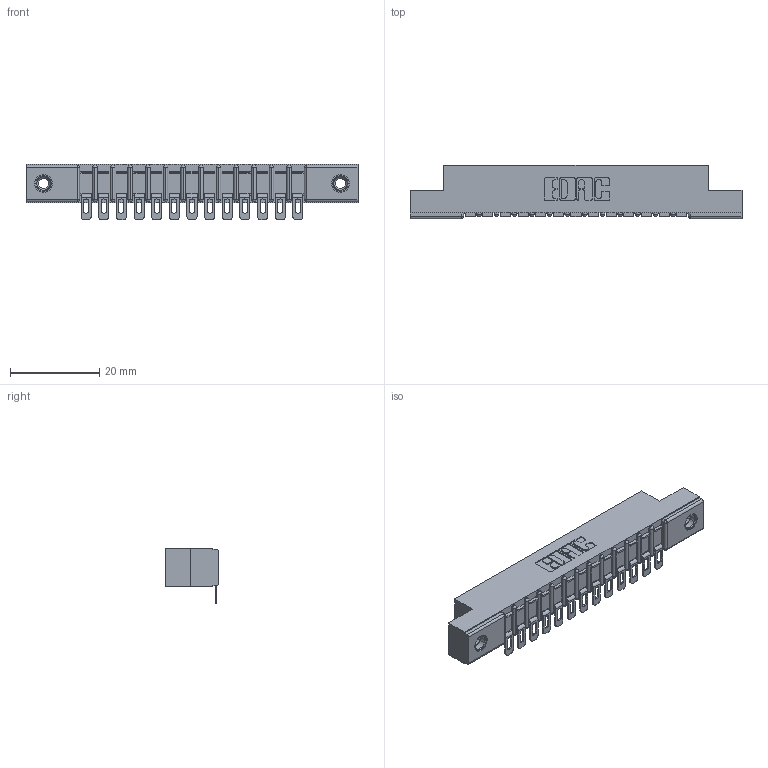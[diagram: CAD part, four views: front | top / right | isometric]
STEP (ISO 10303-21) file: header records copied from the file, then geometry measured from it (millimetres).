
FILE_DESCRIPTION (( 'STEP AP203' ), '1' );
FILE_NAME ('307-013-554-108.STEP', '2018-08-03T00:10:18', ( '' ), ( '' ), 'SwSTEP 2.0', 'SolidWorks 2016', '' );
FILE_SCHEMA (( 'CONFIG_CONTROL_DESIGN' ));
Length unit declared in the file: inch
Products named in the file (4): 345-250-001_345-250-003-102; 307-013-554-108; 307 Part_.156 Dia Mounting Holes; 307-290-002_554
Assembly tree (16 placements, depth 2):
  307-013-554-108
    307 Part_.156 Dia Mounting Holes
    307-290-002_554  x13
    345-250-001_345-250-003-102  x2
Bounding box: 74.52 x 12.01 x 12.52 mm (x, y, z)
Volume: 4913.4 mm3; surface area: 8508.4 mm2
Topology: 16 solids, 16 shells, 1245 faces, 3748 edges, 2452 vertices
Faces by surface type: plane 700, cylinder 501, sphere 28, cone 12, torus 4
Entity records: 16870 total; most frequent: CARTESIAN_POINT 2821, ORIENTED_EDGE 2804, DIRECTION 2770, EDGE_CURVE 1402, LINE 1052, VECTOR 1052, VERTEX_POINT 910, AXIS2_PLACEMENT_3D 859
